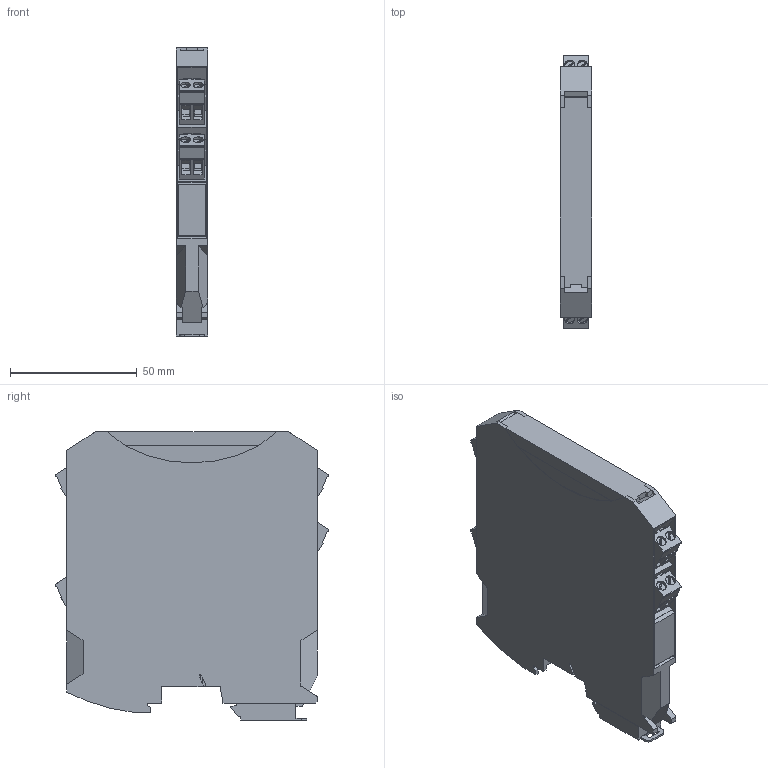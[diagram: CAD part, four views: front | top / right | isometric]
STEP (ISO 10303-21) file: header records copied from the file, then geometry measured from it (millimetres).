
FILE_DESCRIPTION(('Creo Elements/Direct Modeling STEP Export'),'2;1');
FILE_NAME('model.stp','2019-04-09T 2:31:53',(''),(''),'Creo Elements/Direct Modeling STEP processor for AP214 (Solid Model)','Creo Elements/Direct Modeling 20.1A 29-Sep-2018 (C) Parametric Technology GmbH','');
FILE_SCHEMA(('AUTOMOTIVE_DESIGN { 1 0 10303 214 1 1 1 1 }'));
Length unit declared in the file: millimetre
Products named in the file (5): MSTBT_2.5_2-ST_GY7035-select; MAXC_12.5-GY-SOCKEL-select; MSTBT_2.5_2-ST_BU-select.1.1; ME_MAX_B-12.5_GY7042-select; MACX_MCR_12.5_148_1-select
Assembly tree (7 placements, depth 2):
  MACX_MCR_12.5_148_1-select
    ME_MAX_B-12.5_GY7042-select  x2
    MSTBT_2.5_2-ST_BU-select.1.1  x2
    MSTBT_2.5_2-ST_GY7035-select  x2
    MAXC_12.5-GY-SOCKEL-select
Bounding box: 12.6 x 108.03 x 113.7 mm (x, y, z)
Volume: 124881.2 mm3; surface area: 39848.1 mm2
Topology: 7 solids, 7 shells, 928 faces, 2403 edges, 1562 vertices
Faces by surface type: plane 789, cylinder 123, cone 16
Entity records: 25399 total; most frequent: CARTESIAN_POINT 4645, ORIENTED_EDGE 3422, DIRECTION 2814, EDGE_CURVE 1711, VECTOR 1440, LINE 1440, VERTEX_POINT 1122, EDGE_LOOP 705
